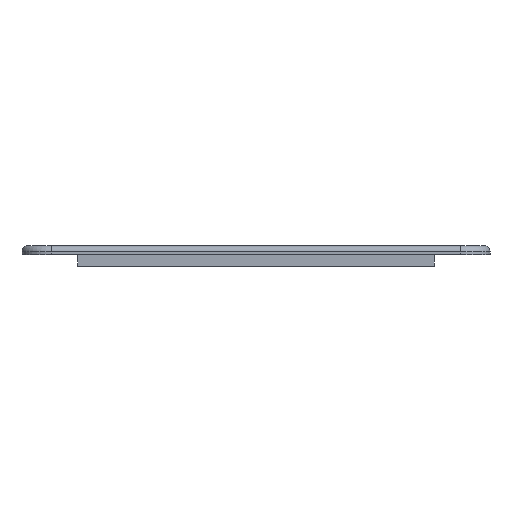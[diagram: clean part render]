
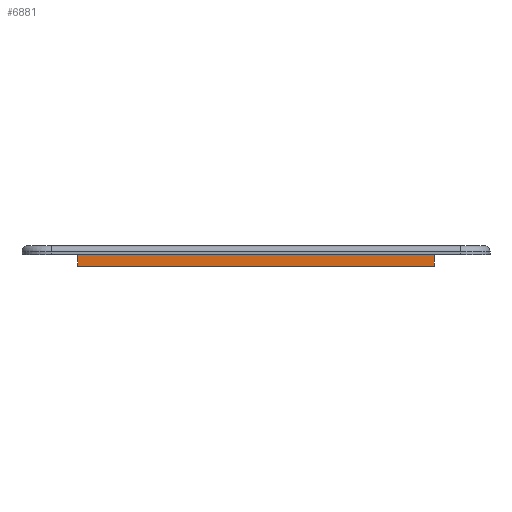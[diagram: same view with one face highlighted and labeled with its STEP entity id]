
A CAD part, front view. The second image highlights one B-rep face of the part: STEP entity #6881.
In plain terms, the highlighted planar face has unit normal (0, -1, 0).
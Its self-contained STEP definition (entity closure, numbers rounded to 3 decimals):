
#958=FACE_OUTER_BOUND('',#1348,.T.);
#1348=EDGE_LOOP('',(#5939,#5940,#5941,#5942));
#1804=LINE('',#12085,#2448);
#2003=LINE('',#12599,#2647);
#2004=LINE('',#12602,#2648);
#2005=LINE('',#12603,#2649);
#2448=VECTOR('',#8086,10.);
#2647=VECTOR('',#8647,10.);
#2648=VECTOR('',#8650,10.);
#2649=VECTOR('',#8651,10.);
#3179=VERTEX_POINT('',#12082);
#3180=VERTEX_POINT('',#12084);
#3314=VERTEX_POINT('',#12597);
#3315=VERTEX_POINT('',#12601);
#4028=EDGE_CURVE('',#3179,#3180,#1804,.T.);
#4286=EDGE_CURVE('',#3314,#3180,#2003,.T.);
#4287=EDGE_CURVE('',#3314,#3315,#2004,.T.);
#4288=EDGE_CURVE('',#3315,#3179,#2005,.T.);
#5939=ORIENTED_EDGE('',*,*,#4287,.F.);
#5940=ORIENTED_EDGE('',*,*,#4286,.T.);
#5941=ORIENTED_EDGE('',*,*,#4028,.F.);
#5942=ORIENTED_EDGE('',*,*,#4288,.F.);
#6522=PLANE('',#7289);
#6881=ADVANCED_FACE('',(#958),#6522,.T.);
#7289=AXIS2_PLACEMENT_3D('',#12600,#8648,#8649);
#8086=DIRECTION('',(-1.,0.,0.));
#8647=DIRECTION('',(0.,0.,-1.));
#8648=DIRECTION('center_axis',(0.,-1.,0.));
#8649=DIRECTION('ref_axis',(-1.,0.,0.));
#8650=DIRECTION('',(1.,0.,0.));
#8651=DIRECTION('',(0.,0.,-1.));
#12082=CARTESIAN_POINT('',(49.51,-46.665,-2.));
#12084=CARTESIAN_POINT('',(-11.49,-46.665,-2.));
#12085=CARTESIAN_POINT('',(-11.49,-46.665,-2.));
#12597=CARTESIAN_POINT('',(-11.49,-46.665,0.));
#12599=CARTESIAN_POINT('',(-11.49,-46.665,0.));
#12600=CARTESIAN_POINT('Origin',(49.51,-46.665,0.));
#12601=CARTESIAN_POINT('',(49.51,-46.665,0.));
#12602=CARTESIAN_POINT('',(34.26,-46.665,0.));
#12603=CARTESIAN_POINT('',(49.51,-46.665,0.));
